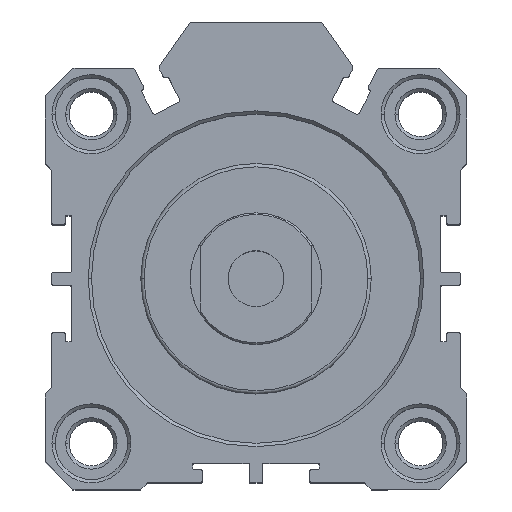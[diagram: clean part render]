
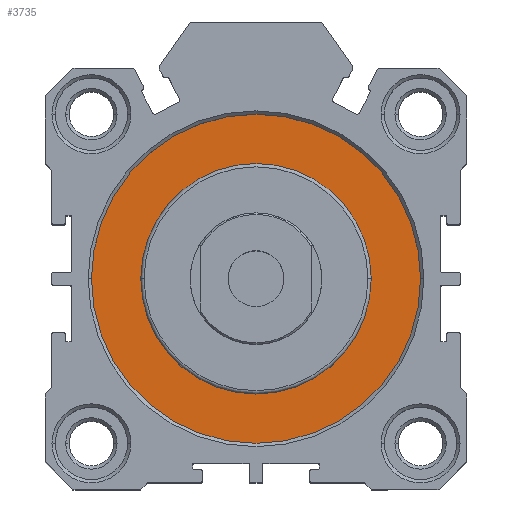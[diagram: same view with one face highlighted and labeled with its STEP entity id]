
A CAD part, top view. The second image highlights one B-rep face of the part: STEP entity #3735.
In plain terms, the highlighted planar face has unit normal (0, 0, 1).
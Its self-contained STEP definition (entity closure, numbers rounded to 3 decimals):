
#184 = CARTESIAN_POINT ( 'NONE',  ( 0., 0., 21.25 ) ) ;
#481 = CARTESIAN_POINT ( 'NONE',  ( 0., 0., 21.25 ) ) ;
#658 = DIRECTION ( 'NONE',  ( 0., 0., 1. ) ) ;
#780 = EDGE_LOOP ( 'NONE', ( #3581, #6354 ) ) ;
#806 = DIRECTION ( 'NONE',  ( 1., 0., 0. ) ) ;
#1027 = EDGE_CURVE ( 'NONE', #4323, #6150, #2927, .T. ) ;
#1081 = DIRECTION ( 'NONE',  ( 1., 0., 0. ) ) ;
#1181 = AXIS2_PLACEMENT_3D ( 'NONE', #5062, #3241, #7580 ) ;
#1321 = EDGE_CURVE ( 'NONE', #1428, #7775, #7151, .T. ) ;
#1428 = VERTEX_POINT ( 'NONE', #6036 ) ;
#1959 = AXIS2_PLACEMENT_3D ( 'NONE', #4330, #658, #4955 ) ;
#1994 = ORIENTED_EDGE ( 'NONE', *, *, #6583, .F. ) ;
#2329 = CARTESIAN_POINT ( 'NONE',  ( 0., 0., 21.25 ) ) ;
#2492 = EDGE_CURVE ( 'NONE', #6150, #4323, #6825, .T. ) ;
#2623 = PLANE ( 'NONE',  #1181 ) ;
#2856 = FACE_BOUND ( 'NONE', #3738, .T. ) ;
#2927 = CIRCLE ( 'NONE', #7437, 25. ) ;
#2956 = DIRECTION ( 'NONE',  ( 1., 0., 0. ) ) ;
#3084 = AXIS2_PLACEMENT_3D ( 'NONE', #184, #4483, #806 ) ;
#3208 = CIRCLE ( 'NONE', #3084, 17.5 ) ;
#3241 = DIRECTION ( 'NONE',  ( 0., 0., 1. ) ) ;
#3246 = ORIENTED_EDGE ( 'NONE', *, *, #1321, .F. ) ;
#3581 = ORIENTED_EDGE ( 'NONE', *, *, #2492, .T. ) ;
#3735 = ADVANCED_FACE ( 'NONE', ( #2856, #6127 ), #2623, .T. ) ;
#3738 = EDGE_LOOP ( 'NONE', ( #1994, #3246 ) ) ;
#4323 = VERTEX_POINT ( 'NONE', #5358 ) ;
#4330 = CARTESIAN_POINT ( 'NONE',  ( 0., 0., 21.25 ) ) ;
#4483 = DIRECTION ( 'NONE',  ( 0., 0., 1. ) ) ;
#4782 = DIRECTION ( 'NONE',  ( 0., 0., 1. ) ) ;
#4955 = DIRECTION ( 'NONE',  ( 1., 0., 0. ) ) ;
#5062 = CARTESIAN_POINT ( 'NONE',  ( 0., 0., 21.25 ) ) ;
#5258 = CARTESIAN_POINT ( 'NONE',  ( -17.5, 0., 21.25 ) ) ;
#5358 = CARTESIAN_POINT ( 'NONE',  ( -25., 0., 21.25 ) ) ;
#6036 = CARTESIAN_POINT ( 'NONE',  ( 17.5, 0., 21.25 ) ) ;
#6127 = FACE_OUTER_BOUND ( 'NONE', #780, .T. ) ;
#6150 = VERTEX_POINT ( 'NONE', #6374 ) ;
#6354 = ORIENTED_EDGE ( 'NONE', *, *, #1027, .T. ) ;
#6374 = CARTESIAN_POINT ( 'NONE',  ( 25., 0., 21.25 ) ) ;
#6583 = EDGE_CURVE ( 'NONE', #7775, #1428, #3208, .T. ) ;
#6650 = DIRECTION ( 'NONE',  ( 0., 0., 1. ) ) ;
#6825 = CIRCLE ( 'NONE', #1959, 25. ) ;
#7151 = CIRCLE ( 'NONE', #7718, 17.5 ) ;
#7437 = AXIS2_PLACEMENT_3D ( 'NONE', #481, #4782, #1081 ) ;
#7580 = DIRECTION ( 'NONE',  ( 1., 0., 0. ) ) ;
#7718 = AXIS2_PLACEMENT_3D ( 'NONE', #2329, #6650, #2956 ) ;
#7775 = VERTEX_POINT ( 'NONE', #5258 ) ;
